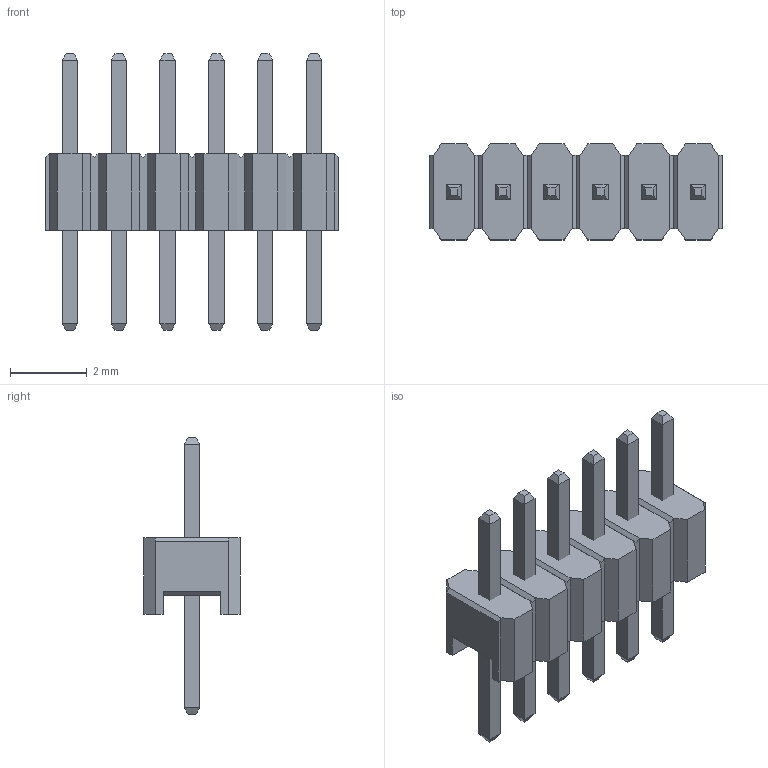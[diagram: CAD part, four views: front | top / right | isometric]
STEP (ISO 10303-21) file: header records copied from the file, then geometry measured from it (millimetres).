
FILE_DESCRIPTION(('STEP AP214'), '1');
FILE_NAME('DS1031-01-1x5P8BV3-1', '2016-09-10T13:24:01', ('Nobody'), (''), 'ASCON STEP Converter 1.3', 'ASCON Math Kernel', '');
FILE_SCHEMA(('AUTOMOTIVE_DESIGN { 1 0 10303 214 3 1 1}'));
Length unit declared in the file: millimetre
Bounding box: 7.62 x 2.5 x 7.2 mm (x, y, z)
Volume: 36 mm3; surface area: 157 mm2
Topology: 7 solids, 7 shells, 176 faces, 414 edges, 252 vertices
Faces by surface type: plane 176
Entity records: 6330 total; most frequent: CARTESIAN_POINT 843, ORIENTED_EDGE 828, DIRECTION 768, EDGE_CURVE 414, LINE 414, VECTOR 414, VERTEX_POINT 252, COLOUR_RGB 183
